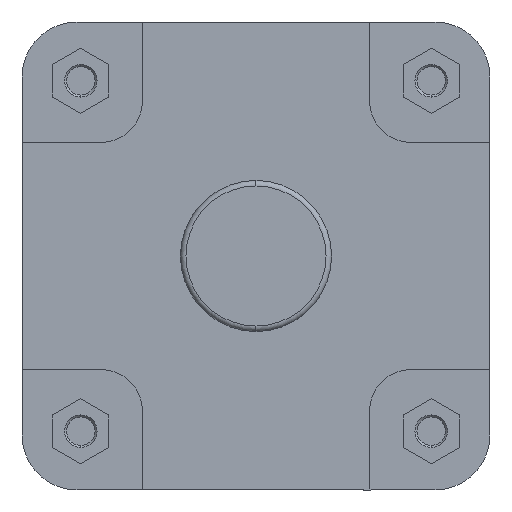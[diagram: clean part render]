
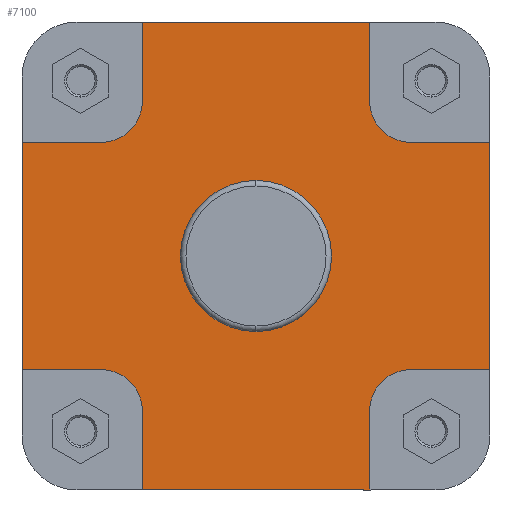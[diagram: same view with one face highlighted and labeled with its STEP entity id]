
A CAD part, left-side view. The second image highlights one B-rep face of the part: STEP entity #7100.
In plain terms, the highlighted planar face has unit normal (-1, 0, 0).
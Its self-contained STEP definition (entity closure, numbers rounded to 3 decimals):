
#443 = ORIENTED_EDGE ( 'NONE', *, *, #1427, .F. ) ;
#444 = ORIENTED_EDGE ( 'NONE', *, *, #1428, .F. ) ;
#445 = ORIENTED_EDGE ( 'NONE', *, *, #1429, .F. ) ;
#446 = ORIENTED_EDGE ( 'NONE', *, *, #1430, .F. ) ;
#447 = ORIENTED_EDGE ( 'NONE', *, *, #1431, .F. ) ;
#448 = ORIENTED_EDGE ( 'NONE', *, *, #1432, .F. ) ;
#449 = ORIENTED_EDGE ( 'NONE', *, *, #1433, .F. ) ;
#450 = ORIENTED_EDGE ( 'NONE', *, *, #1434, .F. ) ;
#451 = ORIENTED_EDGE ( 'NONE', *, *, #1435, .F. ) ;
#452 = ORIENTED_EDGE ( 'NONE', *, *, #1436, .F. ) ;
#453 = ORIENTED_EDGE ( 'NONE', *, *, #1437, .F. ) ;
#454 = ORIENTED_EDGE ( 'NONE', *, *, #1438, .T. ) ;
#455 = ORIENTED_EDGE ( 'NONE', *, *, #1441, .F. ) ;
#456 = ORIENTED_EDGE ( 'NONE', *, *, #1442, .F. ) ;
#457 = ORIENTED_EDGE ( 'NONE', *, *, #1439, .F. ) ;
#458 = ORIENTED_EDGE ( 'NONE', *, *, #1440, .T. ) ;
#459 = ORIENTED_EDGE ( 'NONE', *, *, #1460, .F. ) ;
#460 = ORIENTED_EDGE ( 'NONE', *, *, #1519, .F. ) ;
#984 = LINE ( 'NONE', #6416, #986 ) ;
#985 = LINE ( 'NONE', #6425, #991 ) ;
#986 = VECTOR ( 'NONE', #6417, 1000. ) ;
#988 = LINE ( 'NONE', #6411, #989 ) ;
#989 = VECTOR ( 'NONE', #6412, 1000. ) ;
#990 = LINE ( 'NONE', #6433, #998 ) ;
#991 = VECTOR ( 'NONE', #6426, 1000. ) ;
#992 = CIRCLE ( 'NONE', #1843, 30. ) ;
#993 = LINE ( 'NONE', #6418, #994 ) ;
#994 = VECTOR ( 'NONE', #6419, 1000. ) ;
#995 = LINE ( 'NONE', #6420, #996 ) ;
#996 = VECTOR ( 'NONE', #6421, 1000. ) ;
#998 = VECTOR ( 'NONE', #6434, 1000. ) ;
#999 = CIRCLE ( 'NONE', #1846, 30. ) ;
#1000 = LINE ( 'NONE', #6427, #1001 ) ;
#1001 = VECTOR ( 'NONE', #6428, 1000. ) ;
#1002 = LINE ( 'NONE', #6429, #1003 ) ;
#1003 = VECTOR ( 'NONE', #6430, 1000. ) ;
#1004 = LINE ( 'NONE', #6422, #1008 ) ;
#1005 = CIRCLE ( 'NONE', #1847, 30. ) ;
#1006 = LINE ( 'NONE', #6436, #1007 ) ;
#1007 = VECTOR ( 'NONE', #6437, 1000. ) ;
#1008 = VECTOR ( 'NONE', #6439, 1000. ) ;
#1010 = LINE ( 'NONE', #6440, #1011 ) ;
#1011 = VECTOR ( 'NONE', #6441, 1000. ) ;
#1012 = LINE ( 'NONE', #6442, #1013 ) ;
#1013 = VECTOR ( 'NONE', #6443, 1000. ) ;
#1016 = CIRCLE ( 'NONE', #1848, 30. ) ;
#1037 = CIRCLE ( 'NONE', #1861, 54.9 ) ;
#1144 = CIRCLE ( 'NONE', #1874, 54.9 ) ;
#1427 = EDGE_CURVE ( 'NONE', #5884, #5911, #988, .T. ) ;
#1428 = EDGE_CURVE ( 'NONE', #5911, #5840, #992, .T. ) ;
#1429 = EDGE_CURVE ( 'NONE', #5840, #5102, #984, .T. ) ;
#1430 = EDGE_CURVE ( 'NONE', #5102, #5855, #993, .T. ) ;
#1431 = EDGE_CURVE ( 'NONE', #5855, #5898, #995, .T. ) ;
#1432 = EDGE_CURVE ( 'NONE', #5898, #5879, #999, .T. ) ;
#1433 = EDGE_CURVE ( 'NONE', #5879, #5867, #985, .T. ) ;
#1434 = EDGE_CURVE ( 'NONE', #5867, #5063, #1000, .T. ) ;
#1435 = EDGE_CURVE ( 'NONE', #5063, #5895, #1002, .T. ) ;
#1436 = EDGE_CURVE ( 'NONE', #5895, #5871, #1005, .T. ) ;
#1437 = EDGE_CURVE ( 'NONE', #5871, #5887, #990, .T. ) ;
#1438 = EDGE_CURVE ( 'NONE', #5881, #5887, #1006, .T. ) ;
#1439 = EDGE_CURVE ( 'NONE', #5909, #5830, #1004, .T. ) ;
#1440 = EDGE_CURVE ( 'NONE', #5884, #5830, #1010, .T. ) ;
#1441 = EDGE_CURVE ( 'NONE', #5881, #5894, #1012, .T. ) ;
#1442 = EDGE_CURVE ( 'NONE', #5894, #5909, #1016, .T. ) ;
#1460 = EDGE_CURVE ( 'NONE', #5899, #5860, #1037, .T. ) ;
#1519 = EDGE_CURVE ( 'NONE', #5860, #5899, #1144, .T. ) ;
#1843 = AXIS2_PLACEMENT_3D ( 'NONE', #6401, #6414, #6415 ) ;
#1846 = AXIS2_PLACEMENT_3D ( 'NONE', #6406, #6423, #6424 ) ;
#1847 = AXIS2_PLACEMENT_3D ( 'NONE', #6413, #6431, #6432 ) ;
#1848 = AXIS2_PLACEMENT_3D ( 'NONE', #6438, #6445, #6446 ) ;
#1861 = AXIS2_PLACEMENT_3D ( 'NONE', #6481, #6495, #6496 ) ;
#1874 = AXIS2_PLACEMENT_3D ( 'NONE', #6622, #6625, #6626 ) ;
#2206 = AXIS2_PLACEMENT_3D ( 'NONE', #4626, #4628, #4629 ) ;
#3058 = FACE_BOUND ( 'NONE', #5622, .T. ) ;
#3061 = FACE_OUTER_BOUND ( 'NONE', #5625, .T. ) ;
#3631 = CARTESIAN_POINT ( 'NONE',  ( 16., -82.5, 170. ) ) ;
#3670 = CARTESIAN_POINT ( 'NONE',  ( 16., 170., -82.5 ) ) ;
#3813 = CARTESIAN_POINT ( 'NONE',  ( 16., -82.5, -170. ) ) ;
#3823 = CARTESIAN_POINT ( 'NONE',  ( 16., 112.5, -82.5 ) ) ;
#3838 = CARTESIAN_POINT ( 'NONE',  ( 16., 170., 82.5 ) ) ;
#3843 = CARTESIAN_POINT ( 'NONE',  ( 16., 0., 54.9 ) ) ;
#3850 = CARTESIAN_POINT ( 'NONE',  ( 16., 82.5, 170. ) ) ;
#3854 = CARTESIAN_POINT ( 'NONE',  ( 16., -112.5, 82.5 ) ) ;
#3862 = CARTESIAN_POINT ( 'NONE',  ( 16., 82.5, 112.5 ) ) ;
#3864 = CARTESIAN_POINT ( 'NONE',  ( 16., -170., -82.5 ) ) ;
#3867 = CARTESIAN_POINT ( 'NONE',  ( 16., 82.5, -170. ) ) ;
#3870 = CARTESIAN_POINT ( 'NONE',  ( 16., -170., 82.5 ) ) ;
#3877 = CARTESIAN_POINT ( 'NONE',  ( 16., -112.5, -82.5 ) ) ;
#3878 = CARTESIAN_POINT ( 'NONE',  ( 16., -82.5, 112.5 ) ) ;
#3881 = CARTESIAN_POINT ( 'NONE',  ( 16., 112.5, 82.5 ) ) ;
#3882 = CARTESIAN_POINT ( 'NONE',  ( 16., 0., -54.9 ) ) ;
#3892 = CARTESIAN_POINT ( 'NONE',  ( 16., -82.5, -112.5 ) ) ;
#3894 = CARTESIAN_POINT ( 'NONE',  ( 16., 82.5, -112.5 ) ) ;
#4626 = CARTESIAN_POINT ( 'NONE',  ( 16., 54.9, 0. ) ) ;
#4627 = PLANE ( 'NONE',  #2206 ) ;
#4628 = DIRECTION ( 'NONE',  ( 1., 0., 0. ) ) ;
#4629 = DIRECTION ( 'NONE',  ( 0., 0., -1. ) ) ;
#5063 = VERTEX_POINT ( 'NONE', #3631 ) ;
#5102 = VERTEX_POINT ( 'NONE', #3670 ) ;
#5622 = EDGE_LOOP ( 'NONE', ( #460, #459 ) ) ;
#5625 = EDGE_LOOP ( 'NONE', ( #458, #457, #456, #455, #454, #453, #452, #451, #450, #449, #448, #447, #446, #445, #444, #443 ) ) ;
#5830 = VERTEX_POINT ( 'NONE', #3813 ) ;
#5840 = VERTEX_POINT ( 'NONE', #3823 ) ;
#5855 = VERTEX_POINT ( 'NONE', #3838 ) ;
#5860 = VERTEX_POINT ( 'NONE', #3843 ) ;
#5867 = VERTEX_POINT ( 'NONE', #3850 ) ;
#5871 = VERTEX_POINT ( 'NONE', #3854 ) ;
#5879 = VERTEX_POINT ( 'NONE', #3862 ) ;
#5881 = VERTEX_POINT ( 'NONE', #3864 ) ;
#5884 = VERTEX_POINT ( 'NONE', #3867 ) ;
#5887 = VERTEX_POINT ( 'NONE', #3870 ) ;
#5894 = VERTEX_POINT ( 'NONE', #3877 ) ;
#5895 = VERTEX_POINT ( 'NONE', #3878 ) ;
#5898 = VERTEX_POINT ( 'NONE', #3881 ) ;
#5899 = VERTEX_POINT ( 'NONE', #3882 ) ;
#5909 = VERTEX_POINT ( 'NONE', #3892 ) ;
#5911 = VERTEX_POINT ( 'NONE', #3894 ) ;
#6401 = CARTESIAN_POINT ( 'NONE',  ( 16., 112.5, -112.5 ) ) ;
#6406 = CARTESIAN_POINT ( 'NONE',  ( 16., 112.5, 112.5 ) ) ;
#6411 = CARTESIAN_POINT ( 'NONE',  ( 16., 82.5, -112.5 ) ) ;
#6412 = DIRECTION ( 'NONE',  ( 0., 0., 1. ) ) ;
#6413 = CARTESIAN_POINT ( 'NONE',  ( 16., -112.5, 112.5 ) ) ;
#6414 = DIRECTION ( 'NONE',  ( -1., 0., 0. ) ) ;
#6415 = DIRECTION ( 'NONE',  ( 0., 0., -1. ) ) ;
#6416 = CARTESIAN_POINT ( 'NONE',  ( 16., 170., -82.5 ) ) ;
#6417 = DIRECTION ( 'NONE',  ( 0., 1., 0. ) ) ;
#6418 = CARTESIAN_POINT ( 'NONE',  ( 16., 170., 0. ) ) ;
#6419 = DIRECTION ( 'NONE',  ( 0., 0., 1. ) ) ;
#6420 = CARTESIAN_POINT ( 'NONE',  ( 16., 112.5, 82.5 ) ) ;
#6421 = DIRECTION ( 'NONE',  ( 0., -1., 0. ) ) ;
#6422 = CARTESIAN_POINT ( 'NONE',  ( 16., -82.5, -170. ) ) ;
#6423 = DIRECTION ( 'NONE',  ( -1., 0., 0. ) ) ;
#6424 = DIRECTION ( 'NONE',  ( 0., 1., 0. ) ) ;
#6425 = CARTESIAN_POINT ( 'NONE',  ( 16., 82.5, 170. ) ) ;
#6426 = DIRECTION ( 'NONE',  ( 0., 0., 1. ) ) ;
#6427 = CARTESIAN_POINT ( 'NONE',  ( 16., -374.141, 170. ) ) ;
#6428 = DIRECTION ( 'NONE',  ( 0., -1., 0. ) ) ;
#6429 = CARTESIAN_POINT ( 'NONE',  ( 16., -82.5, 112.5 ) ) ;
#6430 = DIRECTION ( 'NONE',  ( 0., 0., -1. ) ) ;
#6431 = DIRECTION ( 'NONE',  ( -1., 0., 0. ) ) ;
#6432 = DIRECTION ( 'NONE',  ( 0., 0., 1. ) ) ;
#6433 = CARTESIAN_POINT ( 'NONE',  ( 16., -170., 82.5 ) ) ;
#6434 = DIRECTION ( 'NONE',  ( 0., -1., 0. ) ) ;
#6436 = CARTESIAN_POINT ( 'NONE',  ( 16., -170., 0. ) ) ;
#6437 = DIRECTION ( 'NONE',  ( 0., 0., 1. ) ) ;
#6438 = CARTESIAN_POINT ( 'NONE',  ( 16., -112.5, -112.5 ) ) ;
#6439 = DIRECTION ( 'NONE',  ( 0., 0., -1. ) ) ;
#6440 = CARTESIAN_POINT ( 'NONE',  ( 16., -374.141, -170. ) ) ;
#6441 = DIRECTION ( 'NONE',  ( 0., -1., 0. ) ) ;
#6442 = CARTESIAN_POINT ( 'NONE',  ( 16., -112.5, -82.5 ) ) ;
#6443 = DIRECTION ( 'NONE',  ( 0., 1., 0. ) ) ;
#6445 = DIRECTION ( 'NONE',  ( -1., 0., 0. ) ) ;
#6446 = DIRECTION ( 'NONE',  ( 0., -1., 0. ) ) ;
#6481 = CARTESIAN_POINT ( 'NONE',  ( 16., 0., 0. ) ) ;
#6495 = DIRECTION ( 'NONE',  ( -1., 0., 0. ) ) ;
#6496 = DIRECTION ( 'NONE',  ( 0., 0., 1. ) ) ;
#6622 = CARTESIAN_POINT ( 'NONE',  ( 16., 0., 0. ) ) ;
#6625 = DIRECTION ( 'NONE',  ( -1., 0., 0. ) ) ;
#6626 = DIRECTION ( 'NONE',  ( 0., 0., 1. ) ) ;
#7100 = ADVANCED_FACE ( 'NONE', ( #3058, #3061 ), #4627, .F. ) ;
